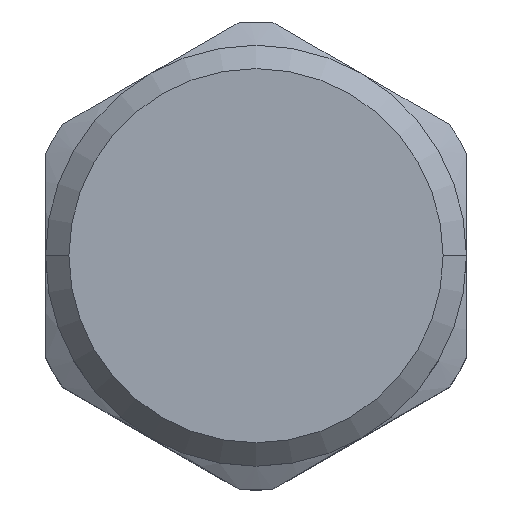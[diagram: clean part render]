
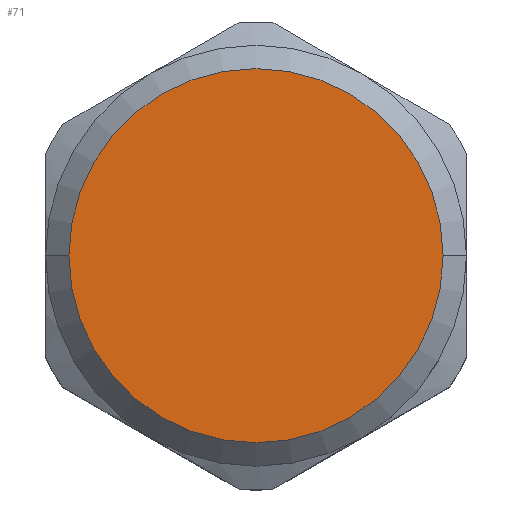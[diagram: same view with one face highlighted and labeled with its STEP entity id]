
A CAD part, top view. The second image highlights one B-rep face of the part: STEP entity #71.
In plain terms, the highlighted planar face has unit normal (0, 0, 1).
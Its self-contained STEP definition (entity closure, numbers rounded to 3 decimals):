
#71=ADVANCED_FACE('',(#127),#128,.F.);
#127=FACE_OUTER_BOUND('',#186,.T.);
#128=PLANE('',#187);
#186=EDGE_LOOP('',(#391,#392));
#187=AXIS2_PLACEMENT_3D('',#393,#394,#395);
#391=ORIENTED_EDGE('',*,*,#476,.T.);
#392=ORIENTED_EDGE('',*,*,#429,.T.);
#393=CARTESIAN_POINT('',(0.,0.,25.0));
#394=DIRECTION('',(0.,0.0,-1.0));
#395=DIRECTION('',(-1.0,0.0,0.));
#429=EDGE_CURVE('',#509,#507,#510,.T.);
#476=EDGE_CURVE('',#507,#509,#584,.T.);
#507=VERTEX_POINT('',#621);
#509=VERTEX_POINT('',#624);
#510=CIRCLE('',#625,16.0);
#584=CIRCLE('',#824,16.0);
#621=CARTESIAN_POINT('',(16.0,0.0,25.0));
#624=CARTESIAN_POINT('',(-16.,0.,25.0));
#625=AXIS2_PLACEMENT_3D('',#860,#861,#862);
#824=AXIS2_PLACEMENT_3D('',#931,#932,#933);
#860=CARTESIAN_POINT('',(0.,0.0,25.0));
#861=DIRECTION('',(0.,0.0,1.0));
#862=DIRECTION('',(1.0,0.0,0.));
#931=CARTESIAN_POINT('',(0.,0.0,25.0));
#932=DIRECTION('',(0.,0.0,1.0));
#933=DIRECTION('',(1.0,0.0,0.));
